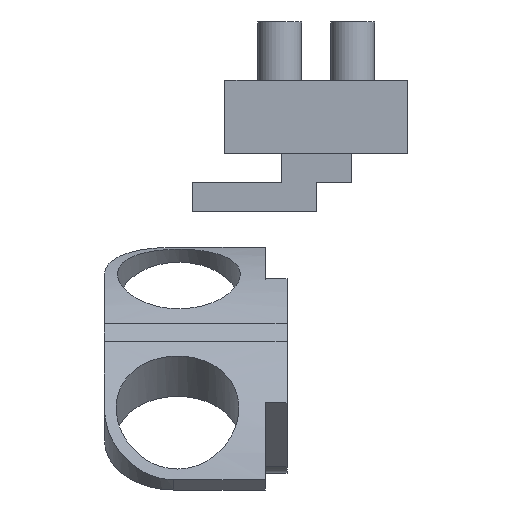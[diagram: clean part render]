
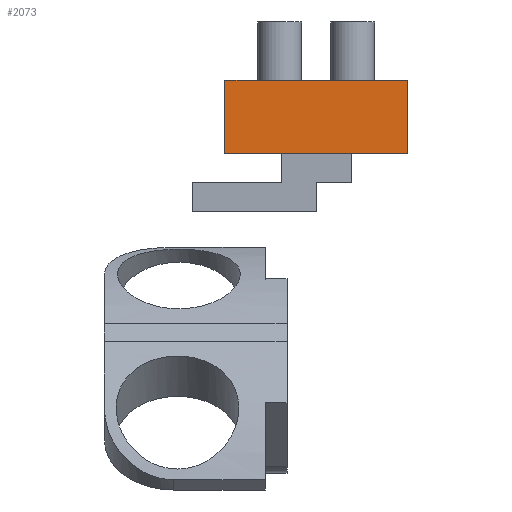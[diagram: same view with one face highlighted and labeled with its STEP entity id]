
A CAD part, left-side view. The second image highlights one B-rep face of the part: STEP entity #2073.
In plain terms, the highlighted planar face has unit normal (-1, 0, 0).
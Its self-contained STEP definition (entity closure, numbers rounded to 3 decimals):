
#97=PLANE('',#2241);
#187=FACE_OUTER_BOUND('',#323,.T.);
#323=EDGE_LOOP('',(#1522,#1523,#1524,#1525));
#466=LINE('',#3072,#664);
#483=LINE('',#3155,#681);
#484=LINE('',#3158,#682);
#485=LINE('',#3159,#683);
#664=VECTOR('',#2445,10.);
#681=VECTOR('',#2546,10.);
#682=VECTOR('',#2549,10.);
#683=VECTOR('',#2550,10.);
#950=VERTEX_POINT('',#3069);
#951=VERTEX_POINT('',#3071);
#975=VERTEX_POINT('',#3153);
#976=VERTEX_POINT('',#3157);
#1148=EDGE_CURVE('',#950,#951,#466,.T.);
#1185=EDGE_CURVE('',#975,#951,#483,.T.);
#1186=EDGE_CURVE('',#975,#976,#484,.T.);
#1187=EDGE_CURVE('',#976,#950,#485,.T.);
#1522=ORIENTED_EDGE('',*,*,#1186,.F.);
#1523=ORIENTED_EDGE('',*,*,#1185,.T.);
#1524=ORIENTED_EDGE('',*,*,#1148,.F.);
#1525=ORIENTED_EDGE('',*,*,#1187,.F.);
#2073=ADVANCED_FACE('',(#187),#97,.T.);
#2241=AXIS2_PLACEMENT_3D('',#3156,#2547,#2548);
#2445=DIRECTION('',(0.,0.,1.));
#2546=DIRECTION('',(0.,1.,0.));
#2547=DIRECTION('center_axis',(-1.,0.,0.));
#2548=DIRECTION('ref_axis',(0.,0.,1.));
#2549=DIRECTION('',(0.,0.,-1.));
#2550=DIRECTION('',(0.,1.,0.));
#3069=CARTESIAN_POINT('',(-20.,10.,-12.5));
#3071=CARTESIAN_POINT('',(-20.,10.,12.5));
#3072=CARTESIAN_POINT('',(-20.,10.,12.5));
#3153=CARTESIAN_POINT('',(-20.,0.,12.5));
#3155=CARTESIAN_POINT('',(-20.,0.,12.5));
#3156=CARTESIAN_POINT('Origin',(-20.,0.,-12.5));
#3157=CARTESIAN_POINT('',(-20.,0.,-12.5));
#3158=CARTESIAN_POINT('',(-20.,0.,12.5));
#3159=CARTESIAN_POINT('',(-20.,0.,-12.5));
